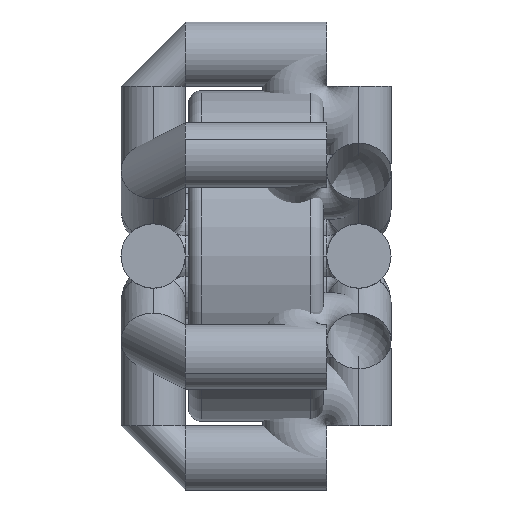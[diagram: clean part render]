
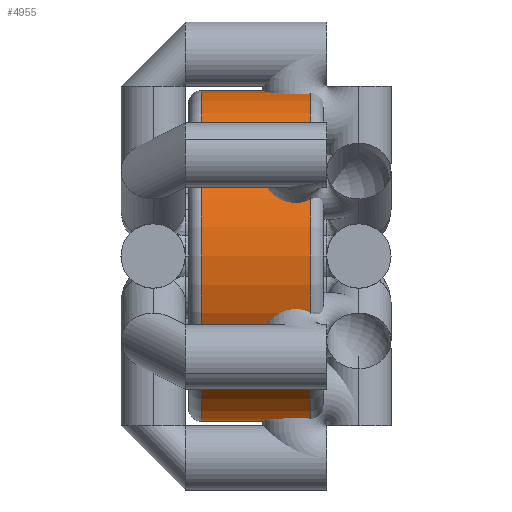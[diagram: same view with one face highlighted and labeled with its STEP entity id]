
A CAD part, left-side view. The second image highlights one B-rep face of the part: STEP entity #4955.
In plain terms, the highlighted cylindrical face has radius 12.85 mm (diameter 25.7 mm), a partial arc.
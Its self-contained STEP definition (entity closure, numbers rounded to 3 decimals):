
#156 = DIRECTION ( 'NONE',  ( 0., 1., 0. ) ) ;
#186 = VECTOR ( 'NONE', #3262, 1000. ) ;
#219 = LINE ( 'NONE', #3646, #4765 ) ;
#585 = EDGE_CURVE ( 'NONE', #3279, #1273, #1587, .T. ) ;
#664 = DIRECTION ( 'NONE',  ( 0., 1., 0. ) ) ;
#728 = CIRCLE ( 'NONE', #2329, 12.85 ) ;
#802 = ORIENTED_EDGE ( 'NONE', *, *, #585, .F. ) ;
#981 = AXIS2_PLACEMENT_3D ( 'NONE', #2611, #1839, #4342 ) ;
#992 = CARTESIAN_POINT ( 'NONE',  ( 0., 4.25, 0. ) ) ;
#1273 = VERTEX_POINT ( 'NONE', #3634 ) ;
#1338 = CARTESIAN_POINT ( 'NONE',  ( 0., 13.921, 0. ) ) ;
#1551 = CARTESIAN_POINT ( 'NONE',  ( 0., -4.25, 12.85 ) ) ;
#1587 = LINE ( 'NONE', #1617, #186 ) ;
#1617 = CARTESIAN_POINT ( 'NONE',  ( 0., 13.921, -12.85 ) ) ;
#1839 = DIRECTION ( 'NONE',  ( 0., 1., 0. ) ) ;
#1948 = ORIENTED_EDGE ( 'NONE', *, *, #5420, .F. ) ;
#2208 = DIRECTION ( 'NONE',  ( 0., 0., 1. ) ) ;
#2329 = AXIS2_PLACEMENT_3D ( 'NONE', #992, #156, #3231 ) ;
#2611 = CARTESIAN_POINT ( 'NONE',  ( 0., -4.25, 0. ) ) ;
#2638 = CYLINDRICAL_SURFACE ( 'NONE', #3072, 12.85 ) ;
#3072 = AXIS2_PLACEMENT_3D ( 'NONE', #1338, #4267, #2208 ) ;
#3231 = DIRECTION ( 'NONE',  ( 0., 0., 1. ) ) ;
#3262 = DIRECTION ( 'NONE',  ( 0., 1., 0. ) ) ;
#3279 = VERTEX_POINT ( 'NONE', #4037 ) ;
#3439 = ORIENTED_EDGE ( 'NONE', *, *, #5404, .T. ) ;
#3470 = CIRCLE ( 'NONE', #981, 12.85 ) ;
#3634 = CARTESIAN_POINT ( 'NONE',  ( 0., 4.25, -12.85 ) ) ;
#3646 = CARTESIAN_POINT ( 'NONE',  ( 0., 13.921, 12.85 ) ) ;
#3725 = FACE_OUTER_BOUND ( 'NONE', #4236, .T. ) ;
#4037 = CARTESIAN_POINT ( 'NONE',  ( 0., -4.25, -12.85 ) ) ;
#4236 = EDGE_LOOP ( 'NONE', ( #802, #4848, #3439, #1948 ) ) ;
#4267 = DIRECTION ( 'NONE',  ( 0., 1., 0. ) ) ;
#4342 = DIRECTION ( 'NONE',  ( 0., 0., 1. ) ) ;
#4765 = VECTOR ( 'NONE', #664, 1000. ) ;
#4848 = ORIENTED_EDGE ( 'NONE', *, *, #5367, .T. ) ;
#4879 = CARTESIAN_POINT ( 'NONE',  ( 0., 4.25, 12.85 ) ) ;
#4955 = ADVANCED_FACE ( 'NONE', ( #3725 ), #2638, .T. ) ;
#5091 = VERTEX_POINT ( 'NONE', #4879 ) ;
#5367 = EDGE_CURVE ( 'NONE', #3279, #5391, #3470, .T. ) ;
#5391 = VERTEX_POINT ( 'NONE', #1551 ) ;
#5404 = EDGE_CURVE ( 'NONE', #5391, #5091, #219, .T. ) ;
#5420 = EDGE_CURVE ( 'NONE', #1273, #5091, #728, .T. ) ;
